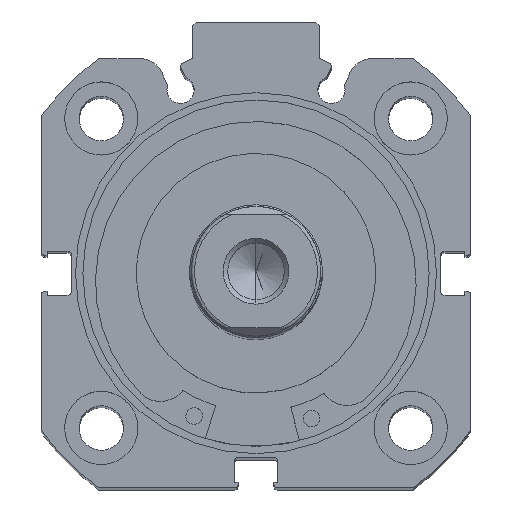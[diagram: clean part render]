
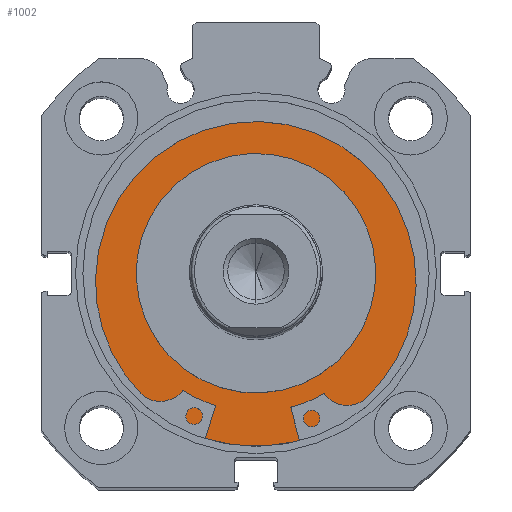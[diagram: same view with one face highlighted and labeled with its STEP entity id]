
A CAD part, top view. The second image highlights one B-rep face of the part: STEP entity #1002.
In plain terms, the highlighted face is planar.
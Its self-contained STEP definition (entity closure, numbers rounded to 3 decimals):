
#55 = CARTESIAN_POINT ( 'NONE',  ( 3.5, 0., 0. ) ) ;
#65 = DIRECTION ( 'NONE',  ( -1., 0., 0. ) ) ;
#66 = DIRECTION ( 'NONE',  ( 0., 0., 1. ) ) ;
#225 = CARTESIAN_POINT ( 'NONE',  ( 3.5, 0., 0. ) ) ;
#232 = DIRECTION ( 'NONE',  ( -1., 0., 0. ) ) ;
#233 = DIRECTION ( 'NONE',  ( 0., 0., 1. ) ) ;
#262 = CARTESIAN_POINT ( 'NONE',  ( 3.5, 0., 0. ) ) ;
#264 = DIRECTION ( 'NONE',  ( -1., 0., 0. ) ) ;
#265 = DIRECTION ( 'NONE',  ( 0., 0., 1. ) ) ;
#483 = CARTESIAN_POINT ( 'NONE',  ( 3.5, 0., 0. ) ) ;
#489 = DIRECTION ( 'NONE',  ( -1., 0., 0. ) ) ;
#490 = DIRECTION ( 'NONE',  ( 0., 0., 1. ) ) ;
#1002 = ADVANCED_FACE ( 'NONE', ( #1503, #1517 ), #3203, .F. ) ;
#1185 = ORIENTED_EDGE ( 'NONE', *, *, #7165, .T. ) ;
#1188 = ORIENTED_EDGE ( 'NONE', *, *, #7062, .T. ) ;
#1209 = ORIENTED_EDGE ( 'NONE', *, *, #6999, .F. ) ;
#1212 = ORIENTED_EDGE ( 'NONE', *, *, #7075, .F. ) ;
#1503 = FACE_BOUND ( 'NONE', #2840, .T. ) ;
#1517 = FACE_OUTER_BOUND ( 'NONE', #2872, .T. ) ;
#2840 = EDGE_LOOP ( 'NONE', ( #1209, #1212 ) ) ;
#2872 = EDGE_LOOP ( 'NONE', ( #1188, #1185 ) ) ;
#2901 = VERTEX_POINT ( 'NONE', #5655 ) ;
#2933 = VERTEX_POINT ( 'NONE', #5687 ) ;
#2943 = VERTEX_POINT ( 'NONE', #5697 ) ;
#2945 = VERTEX_POINT ( 'NONE', #5699 ) ;
#3199 = CARTESIAN_POINT ( 'NONE',  ( 3.5, 26., 0. ) ) ;
#3203 = PLANE ( 'NONE',  #5040 ) ;
#3232 = DIRECTION ( 'NONE',  ( 1., 0., 0. ) ) ;
#3233 = DIRECTION ( 'NONE',  ( 0., 0., -1. ) ) ;
#4345 = CIRCLE ( 'NONE', #5280, 18. ) ;
#4440 = CIRCLE ( 'NONE', #5304, 26. ) ;
#4462 = CIRCLE ( 'NONE', #5309, 18. ) ;
#4602 = CIRCLE ( 'NONE', #5347, 26. ) ;
#5040 = AXIS2_PLACEMENT_3D ( 'NONE', #3199, #3232, #3233 ) ;
#5280 = AXIS2_PLACEMENT_3D ( 'NONE', #55, #65, #66 ) ;
#5304 = AXIS2_PLACEMENT_3D ( 'NONE', #225, #232, #233 ) ;
#5309 = AXIS2_PLACEMENT_3D ( 'NONE', #262, #264, #265 ) ;
#5347 = AXIS2_PLACEMENT_3D ( 'NONE', #483, #489, #490 ) ;
#5655 = CARTESIAN_POINT ( 'NONE',  ( 3.5, 0., 26. ) ) ;
#5687 = CARTESIAN_POINT ( 'NONE',  ( 3.5, 0., -26. ) ) ;
#5697 = CARTESIAN_POINT ( 'NONE',  ( 3.5, 0., 18. ) ) ;
#5699 = CARTESIAN_POINT ( 'NONE',  ( 3.5, 0., -18. ) ) ;
#6999 = EDGE_CURVE ( 'NONE', #2943, #2945, #4345, .T. ) ;
#7062 = EDGE_CURVE ( 'NONE', #2901, #2933, #4440, .T. ) ;
#7075 = EDGE_CURVE ( 'NONE', #2945, #2943, #4462, .T. ) ;
#7165 = EDGE_CURVE ( 'NONE', #2933, #2901, #4602, .T. ) ;
